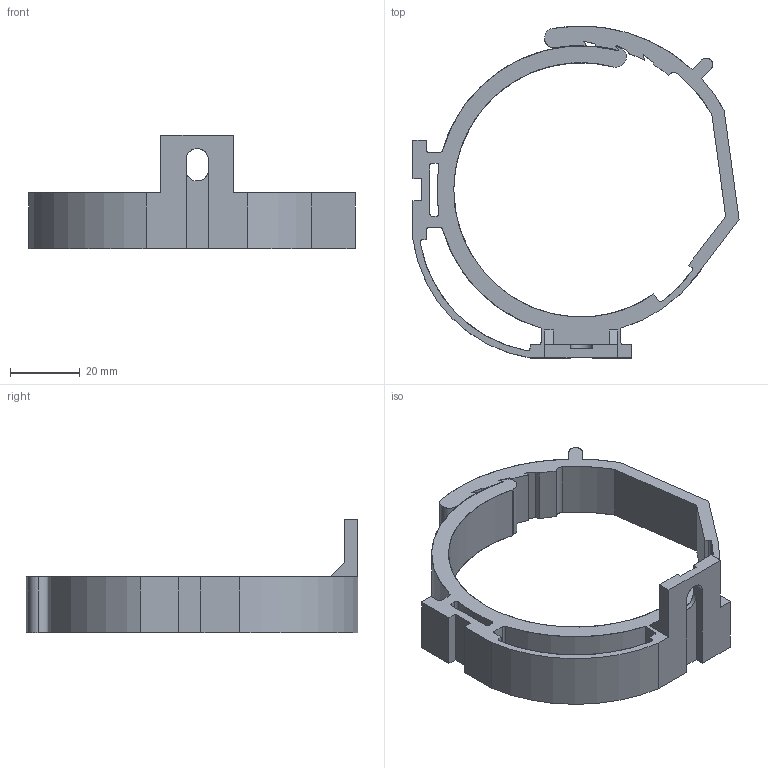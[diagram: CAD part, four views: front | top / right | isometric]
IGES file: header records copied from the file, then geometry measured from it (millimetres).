
Start section: SolidWorks IGES file using analytic representation for surfaces
Global section: file name: Snap-N-Rod 66-76-HS.IGS; native system: SolidWorks 2013; preprocessor: SolidWorks 2013; author: Russ; date: 150709.153557; units: inch
Bounding box: 93.66 x 95.3 x 32.58 mm (x, y, z)
Surface area: 16895.9 mm2 (no closed solid volume)
Topology: 0 solids, 0 shells, 104 faces, 1044 edges, 1044 vertices
Faces by surface type: bspline 62, revolution 42
